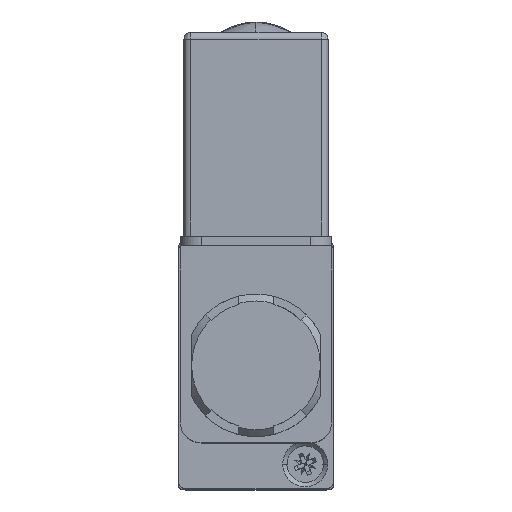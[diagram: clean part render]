
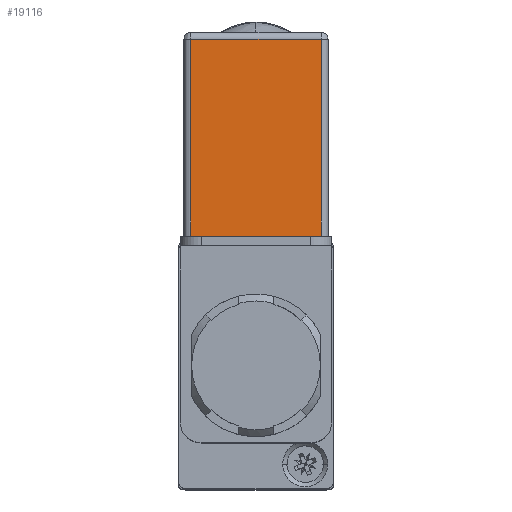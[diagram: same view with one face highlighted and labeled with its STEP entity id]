
A CAD part, top view. The second image highlights one B-rep face of the part: STEP entity #19116.
In plain terms, the highlighted planar face has unit normal (0, 0, 1).
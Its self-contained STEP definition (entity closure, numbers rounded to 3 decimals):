
#149 = EDGE_CURVE ( 'NONE', #5264, #4429, #6078, .T. ) ;
#579 = LINE ( 'NONE', #15151, #11080 ) ;
#684 = CARTESIAN_POINT ( 'NONE',  ( 3.389, 19.35, 78.1 ) ) ;
#1367 = VERTEX_POINT ( 'NONE', #11473 ) ;
#1788 = CARTESIAN_POINT ( 'NONE',  ( 4.389, 19.35, 78.1 ) ) ;
#4429 = VERTEX_POINT ( 'NONE', #13185 ) ;
#5001 = ORIENTED_EDGE ( 'NONE', *, *, #5796, .F. ) ;
#5222 = FACE_OUTER_BOUND ( 'NONE', #18832, .T. ) ;
#5256 = VERTEX_POINT ( 'NONE', #684 ) ;
#5264 = VERTEX_POINT ( 'NONE', #11123 ) ;
#5309 = EDGE_CURVE ( 'NONE', #1367, #5256, #579, .T. ) ;
#5796 = EDGE_CURVE ( 'NONE', #5256, #5264, #11062, .T. ) ;
#6078 = LINE ( 'NONE', #14488, #17046 ) ;
#7096 = DIRECTION ( 'NONE',  ( 0., 1., 0. ) ) ;
#7120 = VECTOR ( 'NONE', #13712, 1000. ) ;
#8498 = DIRECTION ( 'NONE',  ( 1., 0., 0. ) ) ;
#8782 = DIRECTION ( 'NONE',  ( -1., 0., 0. ) ) ;
#9005 = ORIENTED_EDGE ( 'NONE', *, *, #13098, .F. ) ;
#11062 = LINE ( 'NONE', #1788, #7120 ) ;
#11080 = VECTOR ( 'NONE', #18163, 1000. ) ;
#11123 = CARTESIAN_POINT ( 'NONE',  ( -15.111, 19.35, 78.1 ) ) ;
#11473 = CARTESIAN_POINT ( 'NONE',  ( 3.389, 47.35, 78.1 ) ) ;
#12593 = VECTOR ( 'NONE', #8498, 1000. ) ;
#13059 = LINE ( 'NONE', #17358, #12593 ) ;
#13098 = EDGE_CURVE ( 'NONE', #4429, #1367, #13059, .T. ) ;
#13185 = CARTESIAN_POINT ( 'NONE',  ( -15.111, 47.35, 78.1 ) ) ;
#13212 = CARTESIAN_POINT ( 'NONE',  ( -5.861, 29.231, 78.1 ) ) ;
#13712 = DIRECTION ( 'NONE',  ( -1., 0., 0. ) ) ;
#14488 = CARTESIAN_POINT ( 'NONE',  ( -15.111, 29.231, 78.1 ) ) ;
#15087 = ORIENTED_EDGE ( 'NONE', *, *, #5309, .F. ) ;
#15151 = CARTESIAN_POINT ( 'NONE',  ( 3.389, 29.231, 78.1 ) ) ;
#16085 = AXIS2_PLACEMENT_3D ( 'NONE', #13212, #17689, #8782 ) ;
#16181 = PLANE ( 'NONE',  #16085 ) ;
#17046 = VECTOR ( 'NONE', #7096, 1000. ) ;
#17358 = CARTESIAN_POINT ( 'NONE',  ( -5.861, 47.35, 78.1 ) ) ;
#17689 = DIRECTION ( 'NONE',  ( 0., 0., -1. ) ) ;
#18163 = DIRECTION ( 'NONE',  ( 0., -1., 0. ) ) ;
#18775 = ORIENTED_EDGE ( 'NONE', *, *, #149, .F. ) ;
#18832 = EDGE_LOOP ( 'NONE', ( #9005, #18775, #5001, #15087 ) ) ;
#19116 = ADVANCED_FACE ( 'NONE', ( #5222 ), #16181, .F. ) ;
